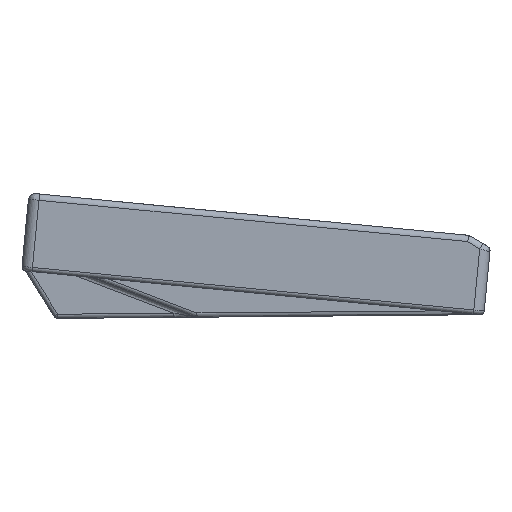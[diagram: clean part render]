
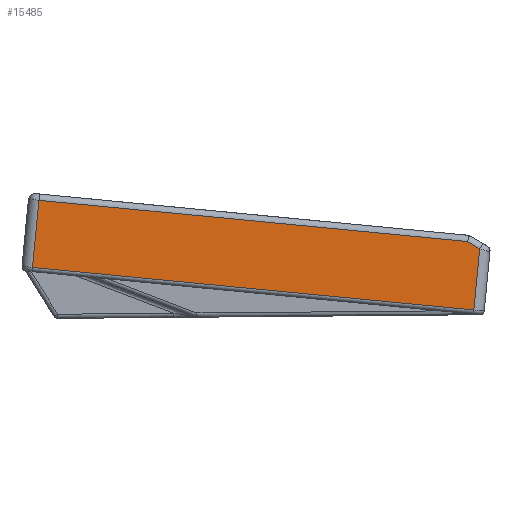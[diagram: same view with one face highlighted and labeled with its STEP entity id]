
A CAD part, left-side view. The second image highlights one B-rep face of the part: STEP entity #15485.
In plain terms, the highlighted planar face has unit normal (-1, 0, 0).
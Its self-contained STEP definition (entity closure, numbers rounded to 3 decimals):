
#1639=PLANE('',#16453);
#1911=FACE_OUTER_BOUND('',#2800,.T.);
#2800=EDGE_LOOP('',(#10651,#10652,#10653,#10654,#10655));
#3765=LINE('',#20076,#4982);
#3770=LINE('',#20116,#4987);
#3771=LINE('',#20119,#4988);
#3772=LINE('',#20121,#4989);
#3773=LINE('',#20122,#4990);
#4982=VECTOR('',#17329,10.);
#4987=VECTOR('',#17354,10.);
#4988=VECTOR('',#17357,10.);
#4989=VECTOR('',#17358,10.);
#4990=VECTOR('',#17359,10.);
#6448=VERTEX_POINT('',#20070);
#6449=VERTEX_POINT('',#20075);
#6455=VERTEX_POINT('',#20109);
#6457=VERTEX_POINT('',#20118);
#6458=VERTEX_POINT('',#20120);
#8098=EDGE_CURVE('',#6449,#6448,#3765,.T.);
#8111=EDGE_CURVE('',#6455,#6449,#3770,.T.);
#8112=EDGE_CURVE('',#6457,#6455,#3771,.T.);
#8113=EDGE_CURVE('',#6458,#6457,#3772,.T.);
#8114=EDGE_CURVE('',#6448,#6458,#3773,.T.);
#10651=ORIENTED_EDGE('',*,*,#8098,.F.);
#10652=ORIENTED_EDGE('',*,*,#8111,.F.);
#10653=ORIENTED_EDGE('',*,*,#8112,.F.);
#10654=ORIENTED_EDGE('',*,*,#8113,.F.);
#10655=ORIENTED_EDGE('',*,*,#8114,.F.);
#15485=ADVANCED_FACE('',(#1911),#1639,.F.);
#16453=AXIS2_PLACEMENT_3D('',#20117,#17355,#17356);
#17329=DIRECTION('',(0.,-0.862,-0.508));
#17354=DIRECTION('',(0.,-0.995,-0.096));
#17355=DIRECTION('center_axis',(1.,0.,0.));
#17356=DIRECTION('ref_axis',(0.,-0.995,-0.096));
#17357=DIRECTION('',(0.,-0.096,0.995));
#17358=DIRECTION('',(0.,0.995,0.096));
#17359=DIRECTION('',(0.,0.096,-0.995));
#20070=CARTESIAN_POINT('',(-5.189,-7.694,4.485));
#20075=CARTESIAN_POINT('',(-5.189,-4.716,6.24));
#20076=CARTESIAN_POINT('',(-5.189,37.5,31.107));
#20109=CARTESIAN_POINT('',(-5.189,97.479,16.08));
#20116=CARTESIAN_POINT('',(-5.189,73.241,13.746));
#20117=CARTESIAN_POINT('Origin',(-5.189,101.477,18.374));
#20118=CARTESIAN_POINT('',(-5.189,99.022,0.054));
#20119=CARTESIAN_POINT('',(-5.189,97.297,17.971));
#20120=CARTESIAN_POINT('',(-5.189,-6.291,-10.086));
#20121=CARTESIAN_POINT('',(-5.189,70.388,-2.703));
#20122=CARTESIAN_POINT('',(-5.189,-8.016,7.831));
